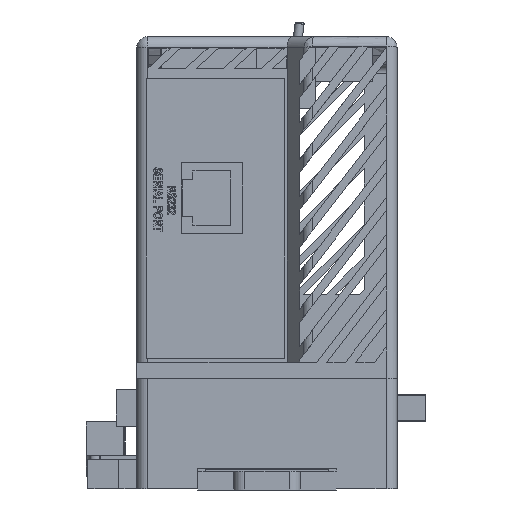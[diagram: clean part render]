
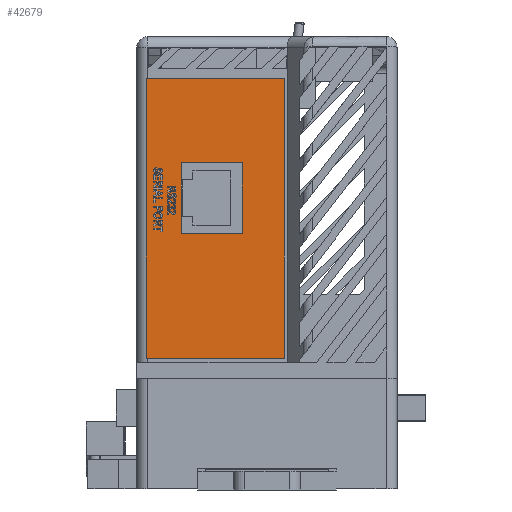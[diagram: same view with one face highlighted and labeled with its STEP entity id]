
A CAD part, front view. The second image highlights one B-rep face of the part: STEP entity #42679.
In plain terms, the highlighted planar face has unit normal (0, -1, 0).
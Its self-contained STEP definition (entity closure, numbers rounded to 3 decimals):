
#1309 = ORIENTED_EDGE ( 'NONE', *, *, #50676, .T. ) ;
#3737 = LINE ( 'NONE', #57646, #23859 ) ;
#5060 = VECTOR ( 'NONE', #21825, 1000. ) ;
#6010 = LINE ( 'NONE', #36840, #94667 ) ;
#11786 = VECTOR ( 'NONE', #32381, 1000. ) ;
#13184 = CARTESIAN_POINT ( 'NONE',  ( 1.75, 5.25, 3.75 ) ) ;
#14779 = ORIENTED_EDGE ( 'NONE', *, *, #73054, .F. ) ;
#15675 = CARTESIAN_POINT ( 'NONE',  ( 8.25, 5.25, 39.75 ) ) ;
#16254 = CARTESIAN_POINT ( 'NONE',  ( 1.75, 5.25, 3.75 ) ) ;
#16618 = VERTEX_POINT ( 'NONE', #94778 ) ;
#17015 = EDGE_CURVE ( 'NONE', #96658, #16618, #6010, .T. ) ;
#18108 = VERTEX_POINT ( 'NONE', #76768 ) ;
#20188 = CARTESIAN_POINT ( 'NONE',  ( 1.75, 5.25, 55.25 ) ) ;
#20869 = DIRECTION ( 'NONE',  ( 0., 1., 0. ) ) ;
#21825 = DIRECTION ( 'NONE',  ( 0., 0., -1. ) ) ;
#23792 = CARTESIAN_POINT ( 'NONE',  ( 19.5, 5.25, 26.75 ) ) ;
#23859 = VECTOR ( 'NONE', #75307, 1000. ) ;
#24027 = ORIENTED_EDGE ( 'NONE', *, *, #69535, .T. ) ;
#26950 = ORIENTED_EDGE ( 'NONE', *, *, #88090, .F. ) ;
#27495 = DIRECTION ( 'NONE',  ( 0., 0., -1. ) ) ;
#29204 = CARTESIAN_POINT ( 'NONE',  ( 27.25, 5.25, 3.75 ) ) ;
#32381 = DIRECTION ( 'NONE',  ( 0., 0., 1. ) ) ;
#34603 = LINE ( 'NONE', #23792, #11786 ) ;
#36840 = CARTESIAN_POINT ( 'NONE',  ( 8.25, 5.25, 26.75 ) ) ;
#37803 = VECTOR ( 'NONE', #88912, 1000. ) ;
#37829 = LINE ( 'NONE', #50501, #103625 ) ;
#39587 = EDGE_CURVE ( 'NONE', #81638, #85888, #63305, .T. ) ;
#42679 = ADVANCED_FACE ( 'NONE', ( #66745, #46613 ), #89194, .F. ) ;
#44316 = VERTEX_POINT ( 'NONE', #107251 ) ;
#45665 = ORIENTED_EDGE ( 'NONE', *, *, #66338, .F. ) ;
#46613 = FACE_OUTER_BOUND ( 'NONE', #48802, .T. ) ;
#48276 = VECTOR ( 'NONE', #61744, 1000. ) ;
#48277 = DIRECTION ( 'NONE',  ( 0., 0., 1. ) ) ;
#48802 = EDGE_LOOP ( 'NONE', ( #1309, #103310, #24027, #56190 ) ) ;
#50501 = CARTESIAN_POINT ( 'NONE',  ( 19.5, 5.25, 39.75 ) ) ;
#50676 = EDGE_CURVE ( 'NONE', #85888, #66095, #73526, .T. ) ;
#50942 = LINE ( 'NONE', #104535, #48276 ) ;
#56190 = ORIENTED_EDGE ( 'NONE', *, *, #39587, .T. ) ;
#57646 = CARTESIAN_POINT ( 'NONE',  ( 1.75, 5.25, 3.75 ) ) ;
#59109 = DIRECTION ( 'NONE',  ( -1., 0., 0. ) ) ;
#61239 = VECTOR ( 'NONE', #48277, 1000. ) ;
#61744 = DIRECTION ( 'NONE',  ( 1., 0., 0. ) ) ;
#62404 = EDGE_CURVE ( 'NONE', #66095, #18108, #3737, .T. ) ;
#63305 = LINE ( 'NONE', #20188, #37803 ) ;
#66095 = VERTEX_POINT ( 'NONE', #16254 ) ;
#66338 = EDGE_CURVE ( 'NONE', #16618, #44316, #50942, .T. ) ;
#66745 = FACE_BOUND ( 'NONE', #88744, .T. ) ;
#69535 = EDGE_CURVE ( 'NONE', #18108, #81638, #106895, .T. ) ;
#72236 = CARTESIAN_POINT ( 'NONE',  ( 1.75, 5.25, 55.25 ) ) ;
#73054 = EDGE_CURVE ( 'NONE', #44316, #102243, #34603, .T. ) ;
#73526 = LINE ( 'NONE', #13184, #5060 ) ;
#75307 = DIRECTION ( 'NONE',  ( 1., 0., 0. ) ) ;
#76768 = CARTESIAN_POINT ( 'NONE',  ( 27.25, 5.25, 3.75 ) ) ;
#80928 = DIRECTION ( 'NONE',  ( 0., 0., 1. ) ) ;
#81638 = VERTEX_POINT ( 'NONE', #90221 ) ;
#82753 = AXIS2_PLACEMENT_3D ( 'NONE', #72236, #20869, #80928 ) ;
#85888 = VERTEX_POINT ( 'NONE', #110167 ) ;
#88090 = EDGE_CURVE ( 'NONE', #102243, #96658, #37829, .T. ) ;
#88744 = EDGE_LOOP ( 'NONE', ( #45665, #104707, #26950, #14779 ) ) ;
#88748 = CARTESIAN_POINT ( 'NONE',  ( 19.5, 5.25, 39.75 ) ) ;
#88912 = DIRECTION ( 'NONE',  ( -1., 0., 0. ) ) ;
#89194 = PLANE ( 'NONE',  #82753 ) ;
#90221 = CARTESIAN_POINT ( 'NONE',  ( 27.25, 5.25, 55.25 ) ) ;
#94667 = VECTOR ( 'NONE', #27495, 1000. ) ;
#94778 = CARTESIAN_POINT ( 'NONE',  ( 8.25, 5.25, 26.75 ) ) ;
#96658 = VERTEX_POINT ( 'NONE', #15675 ) ;
#102243 = VERTEX_POINT ( 'NONE', #88748 ) ;
#103310 = ORIENTED_EDGE ( 'NONE', *, *, #62404, .T. ) ;
#103625 = VECTOR ( 'NONE', #59109, 1000. ) ;
#104535 = CARTESIAN_POINT ( 'NONE',  ( 19.5, 5.25, 26.75 ) ) ;
#104707 = ORIENTED_EDGE ( 'NONE', *, *, #17015, .F. ) ;
#106895 = LINE ( 'NONE', #29204, #61239 ) ;
#107251 = CARTESIAN_POINT ( 'NONE',  ( 19.5, 5.25, 26.75 ) ) ;
#110167 = CARTESIAN_POINT ( 'NONE',  ( 1.75, 5.25, 55.25 ) ) ;
